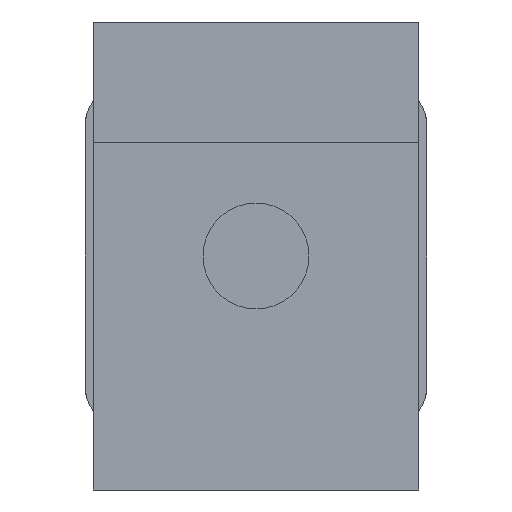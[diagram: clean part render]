
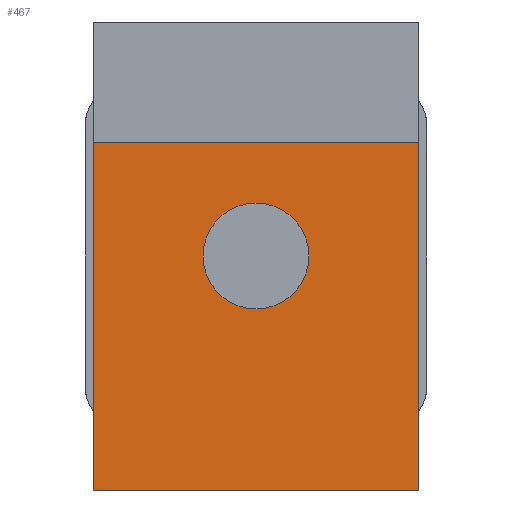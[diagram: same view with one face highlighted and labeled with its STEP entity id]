
A CAD part, front view. The second image highlights one B-rep face of the part: STEP entity #467.
In plain terms, the highlighted planar face has unit normal (0, -1, 0).
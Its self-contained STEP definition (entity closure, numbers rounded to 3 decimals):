
#15=FACE_BOUND('',#178,.T.);
#22=PLANE('',#533);
#55=LINE('',#787,#98);
#57=LINE('',#791,#100);
#58=LINE('',#793,#101);
#59=LINE('',#794,#102);
#98=VECTOR('',#650,10.);
#100=VECTOR('',#654,10.);
#101=VECTOR('',#655,10.);
#102=VECTOR('',#656,10.);
#147=FACE_OUTER_BOUND('',#177,.T.);
#177=EDGE_LOOP('',(#387,#388,#389,#390));
#178=EDGE_LOOP('',(#391));
#210=CIRCLE('',#530,1.3);
#236=VERTEX_POINT('',#776);
#239=VERTEX_POINT('',#784);
#240=VERTEX_POINT('',#786);
#241=VERTEX_POINT('',#790);
#242=VERTEX_POINT('',#792);
#290=EDGE_CURVE('',#236,#236,#210,.T.);
#293=EDGE_CURVE('',#240,#239,#55,.T.);
#295=EDGE_CURVE('',#241,#240,#57,.T.);
#296=EDGE_CURVE('',#239,#242,#58,.T.);
#297=EDGE_CURVE('',#242,#241,#59,.T.);
#387=ORIENTED_EDGE('',*,*,#295,.T.);
#388=ORIENTED_EDGE('',*,*,#293,.T.);
#389=ORIENTED_EDGE('',*,*,#296,.T.);
#390=ORIENTED_EDGE('',*,*,#297,.T.);
#391=ORIENTED_EDGE('',*,*,#290,.T.);
#467=ADVANCED_FACE('',(#147,#15),#22,.T.);
#530=AXIS2_PLACEMENT_3D('',#778,#642,#643);
#533=AXIS2_PLACEMENT_3D('',#789,#652,#653);
#642=DIRECTION('center_axis',(0.,1.,0.));
#643=DIRECTION('ref_axis',(1.,0.,0.));
#650=DIRECTION('',(-1.,0.,0.));
#652=DIRECTION('center_axis',(0.,-1.,0.));
#653=DIRECTION('ref_axis',(0.,0.,-1.));
#654=DIRECTION('',(0.,0.,1.));
#655=DIRECTION('',(0.,0.,-1.));
#656=DIRECTION('',(1.,0.,0.));
#776=CARTESIAN_POINT('',(1.155,-0.46,4.2));
#778=CARTESIAN_POINT('Origin',(2.455,-0.46,4.2));
#784=CARTESIAN_POINT('',(-1.545,-0.46,6.999));
#786=CARTESIAN_POINT('',(6.455,-0.46,6.999));
#787=CARTESIAN_POINT('',(6.455,-0.46,6.999));
#789=CARTESIAN_POINT('Origin',(2.455,-0.46,2.724));
#790=CARTESIAN_POINT('',(6.455,-0.46,-1.55));
#791=CARTESIAN_POINT('',(6.455,-0.46,-1.55));
#792=CARTESIAN_POINT('',(-1.545,-0.46,-1.55));
#793=CARTESIAN_POINT('',(-1.545,-0.46,6.999));
#794=CARTESIAN_POINT('',(-1.545,-0.46,-1.55));
